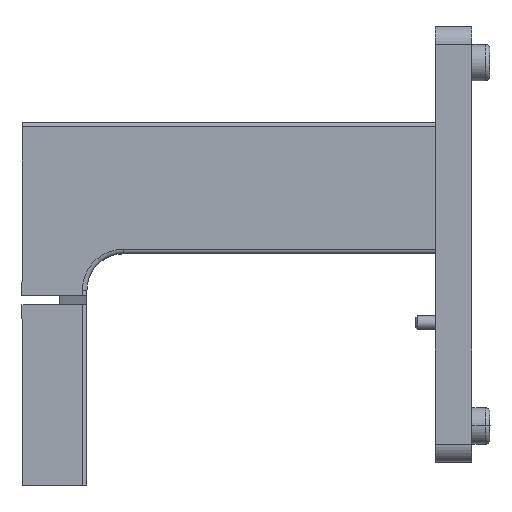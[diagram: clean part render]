
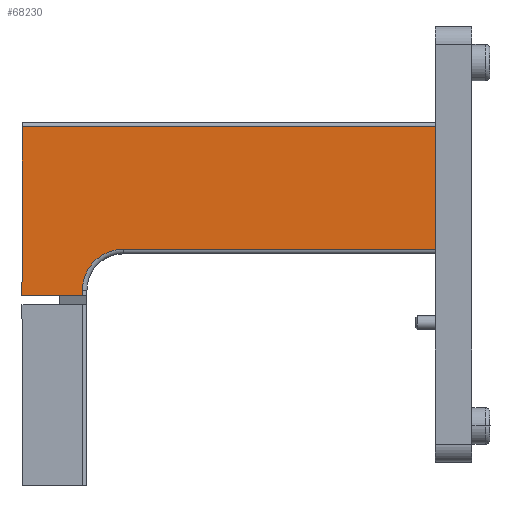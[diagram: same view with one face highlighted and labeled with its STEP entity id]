
A CAD part, left-side view. The second image highlights one B-rep face of the part: STEP entity #68230.
In plain terms, the highlighted face is planar.
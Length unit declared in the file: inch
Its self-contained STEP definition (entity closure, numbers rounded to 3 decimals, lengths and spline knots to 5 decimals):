
#1067 = CIRCLE ( 'NONE', #21963, 0.5625 ) ;
#1241 = VERTEX_POINT ( 'NONE', #7411 ) ;
#3404 = EDGE_CURVE ( 'NONE', #1241, #44509, #5944, .T. ) ;
#5944 = LINE ( 'NONE', #16550, #30521 ) ;
#6324 = CARTESIAN_POINT ( 'NONE',  ( 1.7475, 4.2963, -0.35435 ) ) ;
#6937 = CARTESIAN_POINT ( 'NONE',  ( 0.0625, 0., -0.35435 ) ) ;
#7411 = CARTESIAN_POINT ( 'NONE',  ( 1.7475, 0., -0.35435 ) ) ;
#9099 = CARTESIAN_POINT ( 'NONE',  ( 2., 4.8588, -0.35435 ) ) ;
#13623 = LINE ( 'NONE', #67371, #28000 ) ;
#15724 = ORIENTED_EDGE ( 'NONE', *, *, #79576, .T. ) ;
#16177 = CARTESIAN_POINT ( 'NONE',  ( 2.3825, 5.69, -0.35435 ) ) ;
#16550 = CARTESIAN_POINT ( 'NONE',  ( 2., 0., -0.35435 ) ) ;
#17491 = VERTEX_POINT ( 'NONE', #39431 ) ;
#17704 = ORIENTED_EDGE ( 'NONE', *, *, #35182, .T. ) ;
#18750 = ORIENTED_EDGE ( 'NONE', *, *, #76850, .T. ) ;
#21963 = AXIS2_PLACEMENT_3D ( 'NONE', #31806, #56781, #43612 ) ;
#22881 = ORIENTED_EDGE ( 'NONE', *, *, #29045, .T. ) ;
#23940 = ORIENTED_EDGE ( 'NONE', *, *, #76929, .F. ) ;
#26299 = ORIENTED_EDGE ( 'NONE', *, *, #39249, .F. ) ;
#26915 = VERTEX_POINT ( 'NONE', #6324 ) ;
#27048 = LINE ( 'NONE', #9099, #40338 ) ;
#28000 = VECTOR ( 'NONE', #41280, 39.37008 ) ;
#29045 = EDGE_CURVE ( 'NONE', #66945, #17491, #27048, .T. ) ;
#30521 = VECTOR ( 'NONE', #67845, 39.37008 ) ;
#31016 = VECTOR ( 'NONE', #56425, 39.37008 ) ;
#31806 = CARTESIAN_POINT ( 'NONE',  ( 2.31, 4.2963, -0.35435 ) ) ;
#35182 = EDGE_CURVE ( 'NONE', #17491, #26915, #1067, .T. ) ;
#35507 = PLANE ( 'NONE',  #72151 ) ;
#39249 = EDGE_CURVE ( 'NONE', #66945, #71036, #74574, .T. ) ;
#39431 = CARTESIAN_POINT ( 'NONE',  ( 2.31, 4.8588, -0.35435 ) ) ;
#40338 = VECTOR ( 'NONE', #82643, 39.37008 ) ;
#40772 = VECTOR ( 'NONE', #80399, 39.37008 ) ;
#40894 = CARTESIAN_POINT ( 'NONE',  ( 0.0625, 5.69, -0.35435 ) ) ;
#41280 = DIRECTION ( 'NONE',  ( 0., -1., 0. ) ) ;
#41354 = FACE_OUTER_BOUND ( 'NONE', #49378, .T. ) ;
#41822 = CARTESIAN_POINT ( 'NONE',  ( 2., 0., -0.35435 ) ) ;
#43612 = DIRECTION ( 'NONE',  ( 0., -1., 0. ) ) ;
#44509 = VERTEX_POINT ( 'NONE', #66882 ) ;
#49378 = EDGE_LOOP ( 'NONE', ( #26299, #22881, #17704, #18750, #83380, #15724, #23940 ) ) ;
#55578 = VERTEX_POINT ( 'NONE', #40894 ) ;
#56425 = DIRECTION ( 'NONE',  ( -1., 0., 0. ) ) ;
#56781 = DIRECTION ( 'NONE',  ( 0., 0., 1. ) ) ;
#59830 = CARTESIAN_POINT ( 'NONE',  ( 2.3825, 4.61235, -0.35435 ) ) ;
#66882 = CARTESIAN_POINT ( 'NONE',  ( 0.0625, 0., -0.35435 ) ) ;
#66945 = VERTEX_POINT ( 'NONE', #81013 ) ;
#67371 = CARTESIAN_POINT ( 'NONE',  ( 1.7475, 0., -0.35435 ) ) ;
#67845 = DIRECTION ( 'NONE',  ( -1., 0., 0. ) ) ;
#67923 = DIRECTION ( 'NONE',  ( 0., -1., 0. ) ) ;
#68230 = ADVANCED_FACE ( 'NONE', ( #41354 ), #35507, .F. ) ;
#68484 = DIRECTION ( 'NONE',  ( 0., 0., 1. ) ) ;
#71036 = VERTEX_POINT ( 'NONE', #16177 ) ;
#72151 = AXIS2_PLACEMENT_3D ( 'NONE', #41822, #68484, #67923 ) ;
#74574 = LINE ( 'NONE', #59830, #40772 ) ;
#75914 = LINE ( 'NONE', #6937, #76895 ) ;
#76850 = EDGE_CURVE ( 'NONE', #26915, #1241, #13623, .T. ) ;
#76895 = VECTOR ( 'NONE', #80247, 39.37008 ) ;
#76929 = EDGE_CURVE ( 'NONE', #71036, #55578, #83229, .T. ) ;
#79576 = EDGE_CURVE ( 'NONE', #44509, #55578, #75914, .T. ) ;
#80247 = DIRECTION ( 'NONE',  ( 0., 1., 0. ) ) ;
#80399 = DIRECTION ( 'NONE',  ( 0., 1., 0. ) ) ;
#81013 = CARTESIAN_POINT ( 'NONE',  ( 2.3825, 4.8588, -0.35435 ) ) ;
#82425 = CARTESIAN_POINT ( 'NONE',  ( 2., 5.69, -0.35435 ) ) ;
#82643 = DIRECTION ( 'NONE',  ( -1., 0., 0. ) ) ;
#83229 = LINE ( 'NONE', #82425, #31016 ) ;
#83380 = ORIENTED_EDGE ( 'NONE', *, *, #3404, .T. ) ;
